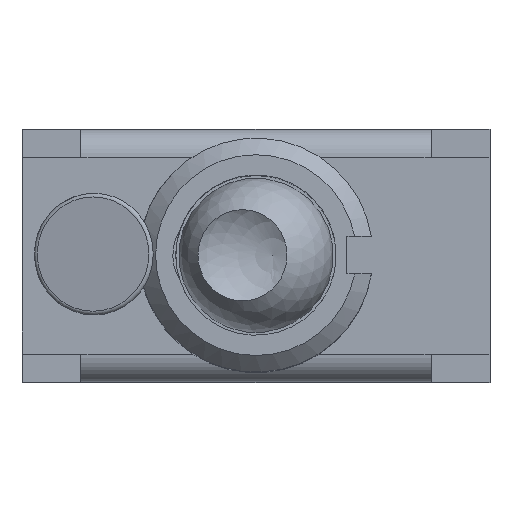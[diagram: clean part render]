
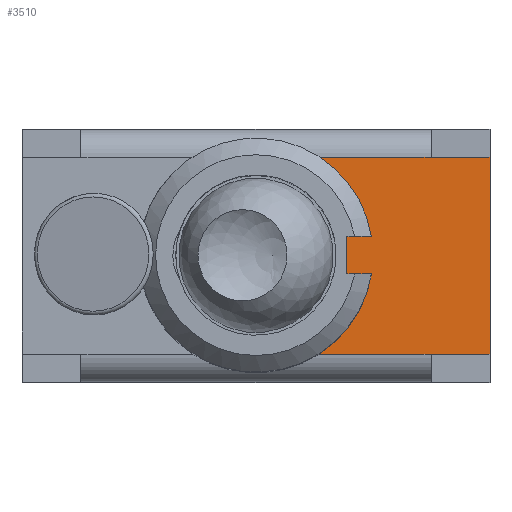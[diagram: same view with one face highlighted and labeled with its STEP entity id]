
A CAD part, top view. The second image highlights one B-rep face of the part: STEP entity #3510.
In plain terms, the highlighted planar face has unit normal (0, 0, 1).
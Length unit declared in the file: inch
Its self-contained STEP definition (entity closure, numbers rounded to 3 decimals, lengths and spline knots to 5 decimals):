
#223=FACE_OUTER_BOUND('',#433,.T.);
#433=EDGE_LOOP('',(#2763,#2764,#2765,#2766,#2767,#2768,#2769,#2770,#2771,
#2772));
#557=CIRCLE('',#3774,0.125);
#558=CIRCLE('',#3775,0.125);
#738=LINE('',#5254,#1142);
#743=LINE('',#5269,#1147);
#759=LINE('',#5303,#1163);
#761=LINE('',#5306,#1165);
#762=LINE('',#5308,#1166);
#865=LINE('',#5540,#1269);
#866=LINE('',#5542,#1270);
#867=LINE('',#5544,#1271);
#1142=VECTOR('',#4201,0.3937);
#1147=VECTOR('',#4214,0.3937);
#1163=VECTOR('',#4238,0.3937);
#1165=VECTOR('',#4242,0.3937);
#1166=VECTOR('',#4245,0.3937);
#1269=VECTOR('',#4480,0.3937);
#1270=VECTOR('',#4481,0.3937);
#1271=VECTOR('',#4482,0.3937);
#1522=VERTEX_POINT('',#5251);
#1523=VERTEX_POINT('',#5253);
#1528=VERTEX_POINT('',#5266);
#1529=VERTEX_POINT('',#5268);
#1542=VERTEX_POINT('',#5300);
#1543=VERTEX_POINT('',#5302);
#1605=VERTEX_POINT('',#5537);
#1606=VERTEX_POINT('',#5539);
#1607=VERTEX_POINT('',#5541);
#1608=VERTEX_POINT('',#5543);
#1877=EDGE_CURVE('',#1523,#1522,#738,.T.);
#1884=EDGE_CURVE('',#1528,#1529,#743,.T.);
#1901=EDGE_CURVE('',#1543,#1542,#759,.T.);
#1903=EDGE_CURVE('',#1529,#1542,#761,.T.);
#1904=EDGE_CURVE('',#1522,#1543,#762,.T.);
#2019=EDGE_CURVE('',#1528,#1605,#557,.T.);
#2020=EDGE_CURVE('',#1605,#1606,#865,.T.);
#2021=EDGE_CURVE('',#1606,#1607,#866,.T.);
#2022=EDGE_CURVE('',#1607,#1608,#867,.T.);
#2023=EDGE_CURVE('',#1608,#1523,#558,.T.);
#2763=ORIENTED_EDGE('',*,*,#2019,.T.);
#2764=ORIENTED_EDGE('',*,*,#2020,.T.);
#2765=ORIENTED_EDGE('',*,*,#2021,.T.);
#2766=ORIENTED_EDGE('',*,*,#2022,.T.);
#2767=ORIENTED_EDGE('',*,*,#2023,.T.);
#2768=ORIENTED_EDGE('',*,*,#1877,.T.);
#2769=ORIENTED_EDGE('',*,*,#1904,.T.);
#2770=ORIENTED_EDGE('',*,*,#1901,.T.);
#2771=ORIENTED_EDGE('',*,*,#1903,.F.);
#2772=ORIENTED_EDGE('',*,*,#1884,.F.);
#3344=PLANE('',#3773);
#3510=ADVANCED_FACE('',(#223),#3344,.T.);
#3773=AXIS2_PLACEMENT_3D('',#5536,#4476,#4477);
#3774=AXIS2_PLACEMENT_3D('',#5538,#4478,#4479);
#3775=AXIS2_PLACEMENT_3D('',#5545,#4483,#4484);
#4201=DIRECTION('',(1.,0.,0.));
#4214=DIRECTION('',(1.,0.,0.));
#4238=DIRECTION('',(0.,1.,0.));
#4242=DIRECTION('',(1.,0.,0.));
#4245=DIRECTION('',(1.,0.,0.));
#4476=DIRECTION('center_axis',(0.,0.,1.));
#4477=DIRECTION('ref_axis',(0.,-1.,0.));
#4478=DIRECTION('center_axis',(0.,0.,-1.));
#4479=DIRECTION('ref_axis',(0.987,0.161,0.));
#4480=DIRECTION('',(-1.,0.,0.));
#4481=DIRECTION('',(0.,-1.,0.));
#4482=DIRECTION('',(1.,0.,0.));
#4483=DIRECTION('center_axis',(0.,0.,-1.));
#4484=DIRECTION('ref_axis',(0.987,0.161,0.));
#5251=CARTESIAN_POINT('',(0.18701,-0.10512,0.35));
#5253=CARTESIAN_POINT('',(0.06764,-0.10512,0.35));
#5254=CARTESIAN_POINT('',(0.,-0.10512,0.35));
#5266=CARTESIAN_POINT('',(0.06764,0.10512,0.35));
#5268=CARTESIAN_POINT('',(0.18701,0.10512,0.35));
#5269=CARTESIAN_POINT('',(0.,0.10512,0.35));
#5300=CARTESIAN_POINT('',(0.25,0.10512,0.35));
#5302=CARTESIAN_POINT('',(0.25,-0.10512,0.35));
#5303=CARTESIAN_POINT('',(0.25,0.10512,0.35));
#5306=CARTESIAN_POINT('',(0.18701,0.10512,0.35));
#5308=CARTESIAN_POINT('',(0.18701,-0.10512,0.35));
#5536=CARTESIAN_POINT('Origin',(0.,0.10512,0.35));
#5537=CARTESIAN_POINT('',(0.12338,0.02008,0.35));
#5538=CARTESIAN_POINT('Origin',(0.,0.,
0.35));
#5539=CARTESIAN_POINT('',(0.09705,0.02008,0.35));
#5540=CARTESIAN_POINT('',(0.06169,0.02008,0.35));
#5541=CARTESIAN_POINT('',(0.09705,-0.02008,0.35));
#5542=CARTESIAN_POINT('',(0.09705,0.0626,0.35));
#5543=CARTESIAN_POINT('',(0.12338,-0.02008,0.35));
#5544=CARTESIAN_POINT('',(0.04852,-0.02008,0.35));
#5545=CARTESIAN_POINT('Origin',(0.,0.,
0.35));
